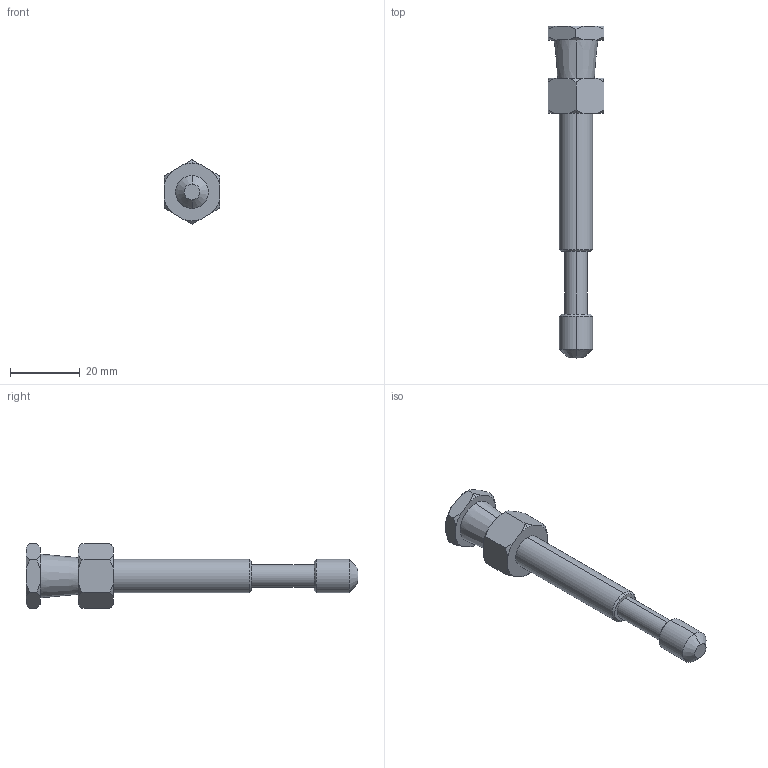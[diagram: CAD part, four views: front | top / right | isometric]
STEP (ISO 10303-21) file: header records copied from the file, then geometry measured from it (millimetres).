
FILE_DESCRIPTION (( 'STEP AP203' ), '1' );
FILE_NAME ('G1167.STEP', '2018-09-26T08:02:02', ( '' ), ( '' ), 'SwSTEP 2.0', 'SolidWorks 2016', '' );
FILE_SCHEMA (( 'CONFIG_CONTROL_DESIGN' ));
Length unit declared in the file: millimetre
Products named in the file (1): G1167
Bounding box: 16 x 95 x 18.48 mm (x, y, z)
Volume: 8433 mm3; surface area: 3741.6 mm2
Topology: 1 solids, 1 shells, 61 faces, 152 edges, 98 vertices
Faces by surface type: cone 36, plane 19, cylinder 6
Entity records: 2053 total; most frequent: CARTESIAN_POINT 568, ORIENTED_EDGE 304, DIRECTION 278, EDGE_CURVE 152, AXIS2_PLACEMENT_3D 112, VERTEX_POINT 98, EDGE_LOOP 66, FACE_OUTER_BOUND 61
